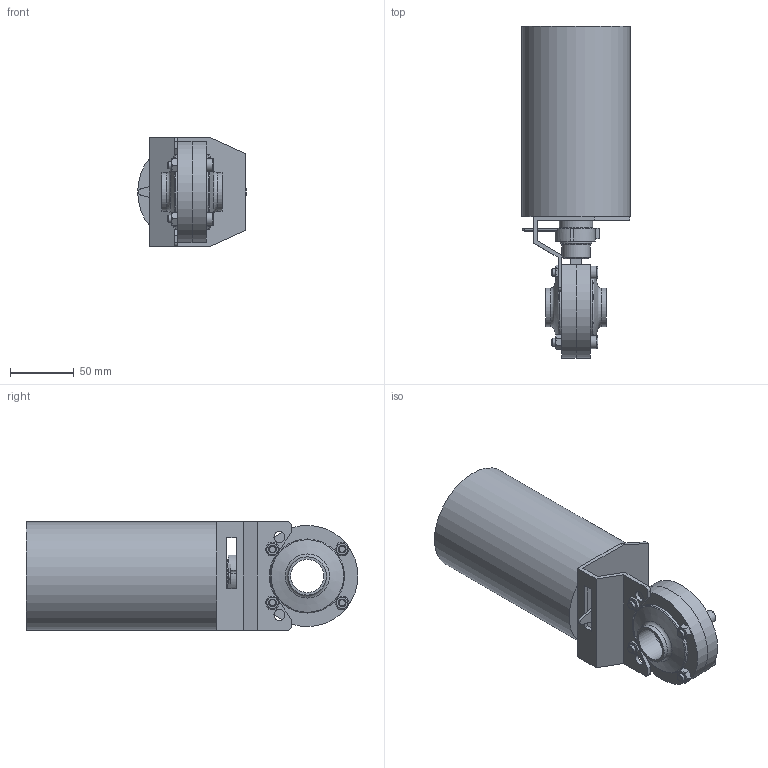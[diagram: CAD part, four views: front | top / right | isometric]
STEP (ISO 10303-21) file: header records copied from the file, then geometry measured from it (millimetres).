
FILE_DESCRIPTION( ( 'STEP AP203' ), ' ' );
FILE_NAME( '9612628346.stp', '2017-01-13T10:07:10', ( '' ), ( '' ), ' ', 'PARTsolutions', ' ' );
FILE_SCHEMA( ( 'CONFIG_CONTROL_DESIGN' ) );
Length unit declared in the file: millimetre
Products named in the file (8): 9612628346; _LKB-2 Butterfly (D25 085 0)_dwr; _Mounting Bracket LKLA 085 D25; _LKLA Without coupling 085; _Coupling LKLA 085 Doc clutch D25; _Activation ring D25; _LKB/LKB-2 valve body pin D25; _LKB-2 Butterfly (D25 085 0)_dwl
Assembly tree (7 placements, depth 2):
  9612628346
    _LKB-2 Butterfly (D25 085 0)_dwr
    _Mounting Bracket LKLA 085 D25
    _LKLA Without coupling 085
    _Coupling LKLA 085 Doc clutch D25
    _Activation ring D25
    _LKB/LKB-2 valve body pin D25
    _LKB-2 Butterfly (D25 085 0)_dwl
Bounding box: 85 x 259.66 x 85 mm (x, y, z)
Volume: 998929.2 mm3; surface area: 115345.8 mm2
Topology: 7 solids, 7 shells, 215 faces, 498 edges, 329 vertices
Faces by surface type: plane 129, cylinder 58, cone 17, torus 11
Full cylindrical faces by diameter (mm): 6 x8, 6.5 x2, 7 x8, 8.5 x2, 10 x4, 12 x1, 22 x1, 25 x2, 26 x3, 30 x2, 34 x3, 42 x2, 58 x2, 85 x1
Entity records: 6203 total; most frequent: CARTESIAN_POINT 1369, DIRECTION 950, ORIENTED_EDGE 814, EDGE_CURVE 407, AXIS2_PLACEMENT_3D 368, EDGE_LOOP 342, VERTEX_POINT 307, FACE_OUTER_BOUND 267
